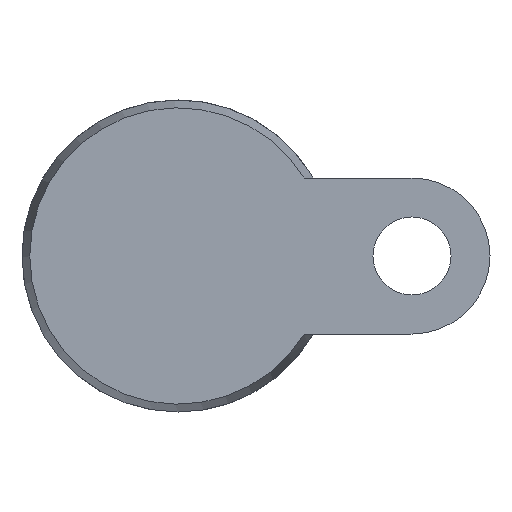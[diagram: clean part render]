
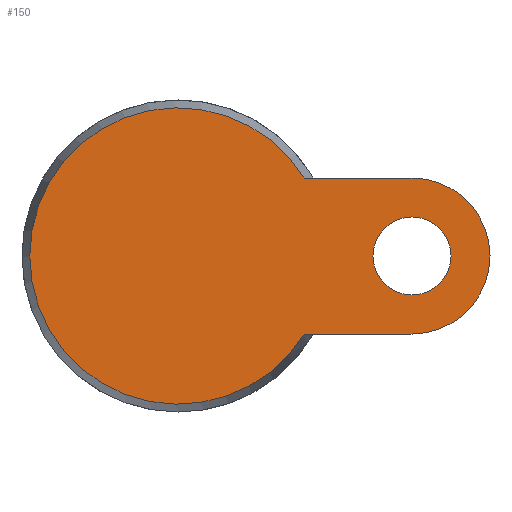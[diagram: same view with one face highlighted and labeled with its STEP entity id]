
A CAD part, front view. The second image highlights one B-rep face of the part: STEP entity #150.
In plain terms, the highlighted planar face has unit normal (0, -1, 0).
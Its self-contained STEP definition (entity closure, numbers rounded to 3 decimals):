
#150 = ADVANCED_FACE( '', ( #320, #321 ), #322, .F. );
#320 = FACE_BOUND( '', #501, .T. );
#321 = FACE_OUTER_BOUND( '', #502, .T. );
#322 = PLANE( '', #503 );
#501 = EDGE_LOOP( '', ( #850 ) );
#502 = EDGE_LOOP( '', ( #851, #852, #853, #854 ) );
#503 = AXIS2_PLACEMENT_3D( '', #855, #856, #857 );
#850 = ORIENTED_EDGE( '', *, *, #1101, .T. );
#851 = ORIENTED_EDGE( '', *, *, #1007, .F. );
#852 = ORIENTED_EDGE( '', *, *, #1102, .T. );
#853 = ORIENTED_EDGE( '', *, *, #1103, .F. );
#854 = ORIENTED_EDGE( '', *, *, #1074, .F. );
#855 = CARTESIAN_POINT( '', ( 28.5, 0., 0. ) );
#856 = DIRECTION( '', ( 0., 1., 0. ) );
#857 = DIRECTION( '', ( 0., 0., 1. ) );
#1007 = EDGE_CURVE( '', #1192, #1194, #1195, .T. );
#1074 = EDGE_CURVE( '', #1194, #1289, #1290, .T. );
#1101 = EDGE_CURVE( '', #1324, #1324, #1325, .T. );
#1102 = EDGE_CURVE( '', #1192, #1326, #1327, .T. );
#1103 = EDGE_CURVE( '', #1289, #1326, #1328, .T. );
#1192 = VERTEX_POINT( '', #1467 );
#1194 = VERTEX_POINT( '', #1472 );
#1195 = LINE( '', #1473, #1474 );
#1289 = VERTEX_POINT( '', #1671 );
#1290 = CIRCLE( '', #1672, 15. );
#1324 = VERTEX_POINT( '', #1735 );
#1325 = CIRCLE( '', #1736, 7.5 );
#1326 = VERTEX_POINT( '', #1737 );
#1327 = CIRCLE( '', #1738, 28.5 );
#1328 = LINE( '', #1739, #1740 );
#1467 = CARTESIAN_POINT( '', ( 24.233, 0., 15. ) );
#1472 = CARTESIAN_POINT( '', ( 45., 0., 15. ) );
#1473 = CARTESIAN_POINT( '', ( 0., 0., 15. ) );
#1474 = VECTOR( '', #1817, 1000. );
#1671 = CARTESIAN_POINT( '', ( 45., 0., -15. ) );
#1672 = AXIS2_PLACEMENT_3D( '', #1879, #1880, #1881 );
#1735 = CARTESIAN_POINT( '', ( 52.5, 0., 0. ) );
#1736 = AXIS2_PLACEMENT_3D( '', #1901, #1902, #1903 );
#1737 = CARTESIAN_POINT( '', ( 24.233, 0., -15. ) );
#1738 = AXIS2_PLACEMENT_3D( '', #1904, #1905, #1906 );
#1739 = CARTESIAN_POINT( '', ( 45., 0., -15. ) );
#1740 = VECTOR( '', #1907, 1000. );
#1817 = DIRECTION( '', ( 1., 0., 0. ) );
#1879 = CARTESIAN_POINT( '', ( 45., 0., 0. ) );
#1880 = DIRECTION( '', ( 0., 1., 0. ) );
#1881 = DIRECTION( '', ( 1., 0., 0. ) );
#1901 = CARTESIAN_POINT( '', ( 45., 0., 0. ) );
#1902 = DIRECTION( '', ( 0., 1., 0. ) );
#1903 = DIRECTION( '', ( 1., 0., 0. ) );
#1904 = CARTESIAN_POINT( '', ( 0., 0., 0. ) );
#1905 = DIRECTION( '', ( 0., -1., 0. ) );
#1906 = DIRECTION( '', ( 0., 0., -1. ) );
#1907 = DIRECTION( '', ( -1., 0., 0. ) );
